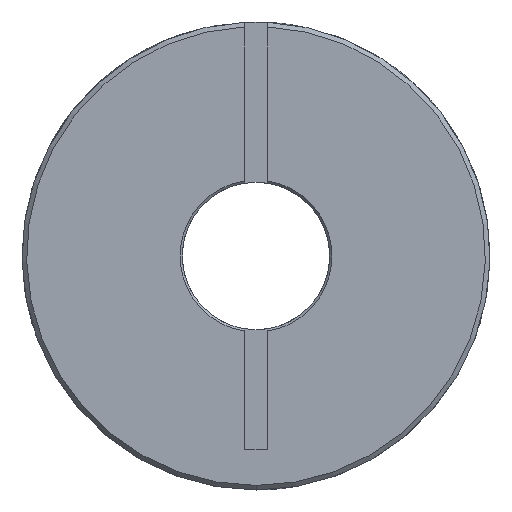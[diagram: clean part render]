
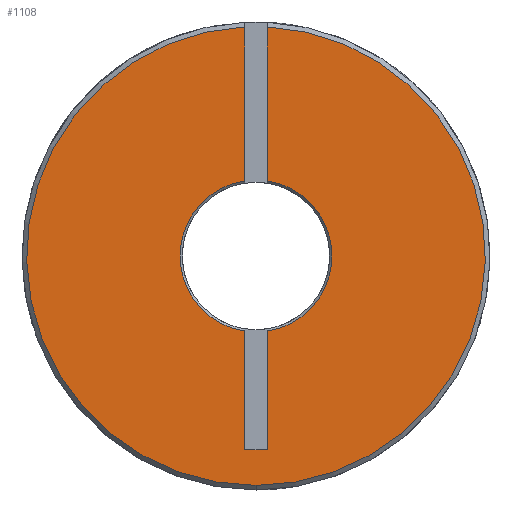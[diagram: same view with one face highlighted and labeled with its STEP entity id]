
A CAD part, left-side view. The second image highlights one B-rep face of the part: STEP entity #1108.
In plain terms, the highlighted planar face has unit normal (-1, 0, 0).
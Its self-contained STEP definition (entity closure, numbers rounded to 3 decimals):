
#6 = CARTESIAN_POINT ( 'NONE',  ( 0., 0., -10.513 ) ) ;
#28 = VERTEX_POINT ( 'NONE', #211 ) ;
#78 = CARTESIAN_POINT ( 'NONE',  ( 0., -0.61, -10.513 ) ) ;
#210 = VERTEX_POINT ( 'NONE', #324 ) ;
#211 = CARTESIAN_POINT ( 'NONE',  ( 0., 0., -12.45 ) ) ;
#217 = CIRCLE ( 'NONE', #1001, 4.125 ) ;
#220 = VERTEX_POINT ( 'NONE', #338 ) ;
#222 = CARTESIAN_POINT ( 'NONE',  ( 0., 0., 0. ) ) ;
#225 = DIRECTION ( 'NONE',  ( 1., 0., 0. ) ) ;
#233 = DIRECTION ( 'NONE',  ( 0., 0., 1. ) ) ;
#257 = ORIENTED_EDGE ( 'NONE', *, *, #1719, .T. ) ;
#281 = ORIENTED_EDGE ( 'NONE', *, *, #1944, .T. ) ;
#324 = CARTESIAN_POINT ( 'NONE',  ( 0., 0.61, -10.513 ) ) ;
#338 = CARTESIAN_POINT ( 'NONE',  ( 0., 0.61, 12.435 ) ) ;
#367 = CIRCLE ( 'NONE', #893, 12.45 ) ;
#522 = CARTESIAN_POINT ( 'NONE',  ( 0., 0.61, 4.08 ) ) ;
#598 = VECTOR ( 'NONE', #1654, 1000. ) ;
#656 = CARTESIAN_POINT ( 'NONE',  ( 0., -0.61, -4.08 ) ) ;
#668 = ORIENTED_EDGE ( 'NONE', *, *, #1951, .T. ) ;
#694 = VERTEX_POINT ( 'NONE', #522 ) ;
#732 = DIRECTION ( 'NONE',  ( -1., 0., 0. ) ) ;
#746 = CARTESIAN_POINT ( 'NONE',  ( 0., -0.61, 12.435 ) ) ;
#809 = VECTOR ( 'NONE', #1236, 1000. ) ;
#840 = ORIENTED_EDGE ( 'NONE', *, *, #1835, .T. ) ;
#872 = VERTEX_POINT ( 'NONE', #656 ) ;
#891 = AXIS2_PLACEMENT_3D ( 'NONE', #1655, #1497, #1823 ) ;
#893 = AXIS2_PLACEMENT_3D ( 'NONE', #1219, #732, #1807 ) ;
#937 = VERTEX_POINT ( 'NONE', #746 ) ;
#956 = FACE_OUTER_BOUND ( 'NONE', #1574, .T. ) ;
#1001 = AXIS2_PLACEMENT_3D ( 'NONE', #222, #225, #233 ) ;
#1029 = ORIENTED_EDGE ( 'NONE', *, *, #1293, .T. ) ;
#1108 = ADVANCED_FACE ( 'NONE', ( #956 ), #1938, .T. ) ;
#1134 = CARTESIAN_POINT ( 'NONE',  ( 0., 0., 0. ) ) ;
#1137 = DIRECTION ( 'NONE',  ( -1., 0., 0. ) ) ;
#1138 = DIRECTION ( 'NONE',  ( 0., 0., 1. ) ) ;
#1153 = VERTEX_POINT ( 'NONE', #78 ) ;
#1165 = AXIS2_PLACEMENT_3D ( 'NONE', #1134, #1137, #1138 ) ;
#1172 = ORIENTED_EDGE ( 'NONE', *, *, #1829, .T. ) ;
#1193 = DIRECTION ( 'NONE',  ( 0., 0., -1. ) ) ;
#1219 = CARTESIAN_POINT ( 'NONE',  ( 0., 0., 0. ) ) ;
#1236 = DIRECTION ( 'NONE',  ( 0., 0., 1. ) ) ;
#1239 = LINE ( 'NONE', #1716, #1818 ) ;
#1266 = LINE ( 'NONE', #6, #1848 ) ;
#1282 = CIRCLE ( 'NONE', #1165, 12.45 ) ;
#1293 = EDGE_CURVE ( 'NONE', #28, #937, #1282, .T. ) ;
#1299 = AXIS2_PLACEMENT_3D ( 'NONE', #1934, #1920, #1952 ) ;
#1304 = LINE ( 'NONE', #1641, #598 ) ;
#1311 = CARTESIAN_POINT ( 'NONE',  ( 0., 0.61, 0. ) ) ;
#1346 = CARTESIAN_POINT ( 'NONE',  ( 0., -0.61, 0. ) ) ;
#1373 = CARTESIAN_POINT ( 'NONE',  ( 0., -0.61, 4.08 ) ) ;
#1410 = LINE ( 'NONE', #1311, #809 ) ;
#1462 = VECTOR ( 'NONE', #1193, 1000. ) ;
#1484 = VERTEX_POINT ( 'NONE', #1373 ) ;
#1497 = DIRECTION ( 'NONE',  ( 1., 0., 0. ) ) ;
#1554 = EDGE_CURVE ( 'NONE', #694, #220, #1304, .T. ) ;
#1574 = EDGE_LOOP ( 'NONE', ( #257, #1942, #1962, #1172, #1029, #1793, #840, #668, #281 ) ) ;
#1603 = VERTEX_POINT ( 'NONE', #1900 ) ;
#1622 = EDGE_CURVE ( 'NONE', #1603, #694, #217, .T. ) ;
#1641 = CARTESIAN_POINT ( 'NONE',  ( 0., 0.61, 0. ) ) ;
#1651 = CIRCLE ( 'NONE', #891, 4.125 ) ;
#1654 = DIRECTION ( 'NONE',  ( 0., 0., 1. ) ) ;
#1655 = CARTESIAN_POINT ( 'NONE',  ( 0., 0., 0. ) ) ;
#1697 = LINE ( 'NONE', #1346, #1462 ) ;
#1716 = CARTESIAN_POINT ( 'NONE',  ( 0., -0.61, 0. ) ) ;
#1719 = EDGE_CURVE ( 'NONE', #210, #1603, #1410, .T. ) ;
#1742 = DIRECTION ( 'NONE',  ( 0., 0., -1. ) ) ;
#1793 = ORIENTED_EDGE ( 'NONE', *, *, #1868, .T. ) ;
#1807 = DIRECTION ( 'NONE',  ( 0., 0., 1. ) ) ;
#1818 = VECTOR ( 'NONE', #1742, 1000. ) ;
#1823 = DIRECTION ( 'NONE',  ( 0., 0., 1. ) ) ;
#1829 = EDGE_CURVE ( 'NONE', #220, #28, #367, .T. ) ;
#1835 = EDGE_CURVE ( 'NONE', #1484, #872, #1651, .T. ) ;
#1842 = DIRECTION ( 'NONE',  ( 0., 1., 0. ) ) ;
#1848 = VECTOR ( 'NONE', #1842, 1000. ) ;
#1868 = EDGE_CURVE ( 'NONE', #937, #1484, #1239, .T. ) ;
#1900 = CARTESIAN_POINT ( 'NONE',  ( 0., 0.61, -4.08 ) ) ;
#1920 = DIRECTION ( 'NONE',  ( -1., 0., 0. ) ) ;
#1934 = CARTESIAN_POINT ( 'NONE',  ( 0., 0., 0. ) ) ;
#1938 = PLANE ( 'NONE',  #1299 ) ;
#1942 = ORIENTED_EDGE ( 'NONE', *, *, #1622, .T. ) ;
#1944 = EDGE_CURVE ( 'NONE', #1153, #210, #1266, .T. ) ;
#1951 = EDGE_CURVE ( 'NONE', #872, #1153, #1697, .T. ) ;
#1952 = DIRECTION ( 'NONE',  ( 0., 0., 1. ) ) ;
#1962 = ORIENTED_EDGE ( 'NONE', *, *, #1554, .T. ) ;
